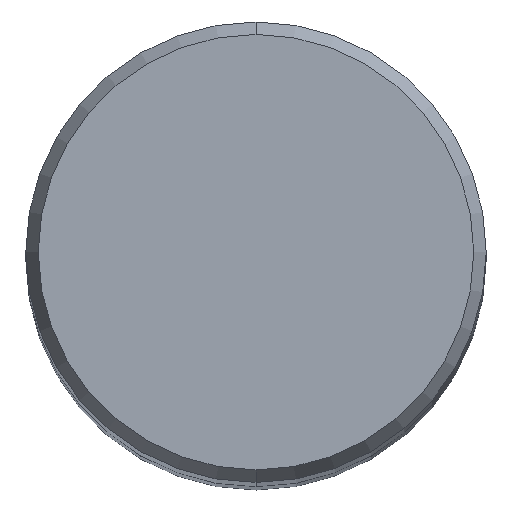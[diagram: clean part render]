
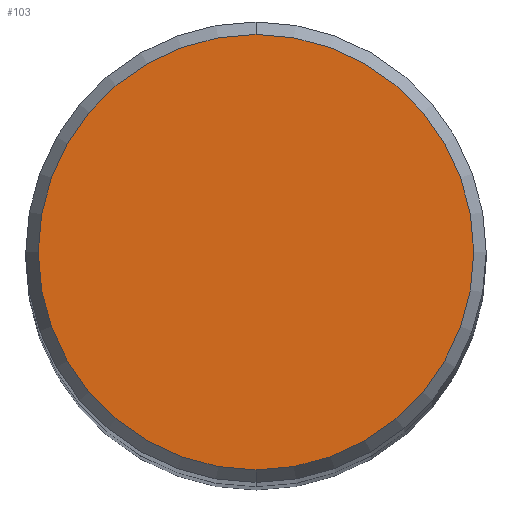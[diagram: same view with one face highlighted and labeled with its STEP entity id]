
A CAD part, top view. The second image highlights one B-rep face of the part: STEP entity #103.
In plain terms, the highlighted planar face has unit normal (0, 0, 1).
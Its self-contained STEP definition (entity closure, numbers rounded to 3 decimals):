
#103=ADVANCED_FACE('',(#224),#225,.T.);
#105=VERTEX_POINT('',#227);
#113=VERTEX_POINT('',#235);
#173=EDGE_CURVE('',#113,#105,#303,.T.);
#179=EDGE_CURVE('',#105,#113,#310,.T.);
#224=FACE_OUTER_BOUND('',#352,.T.);
#225=PLANE('',#353);
#227=CARTESIAN_POINT('',(0.0,12.012,0.0));
#235=CARTESIAN_POINT('',(0.,-12.012,0.0));
#303=CIRCLE('',#456,12.012);
#310=CIRCLE('',#464,12.012);
#352=EDGE_LOOP('',(#496,#497));
#353=AXIS2_PLACEMENT_3D('',#498,#499,#500);
#456=AXIS2_PLACEMENT_3D('',#591,#592,#593);
#464=AXIS2_PLACEMENT_3D('',#602,#603,#604);
#496=ORIENTED_EDGE('',*,*,#179,.F.);
#497=ORIENTED_EDGE('',*,*,#173,.F.);
#498=CARTESIAN_POINT('',(0.0,6.006,0.0));
#499=DIRECTION('',(-0.0,0.0,1.0));
#500=DIRECTION('',(0.0,-1.0,0.0));
#591=CARTESIAN_POINT('',(0.0,0.0,0.0));
#592=DIRECTION('',(0.0,0.0,-1.0));
#593=DIRECTION('',(0.0,1.0,0.0));
#602=CARTESIAN_POINT('',(0.0,0.0,0.0));
#603=DIRECTION('',(0.0,0.0,-1.0));
#604=DIRECTION('',(0.0,1.0,0.0));
